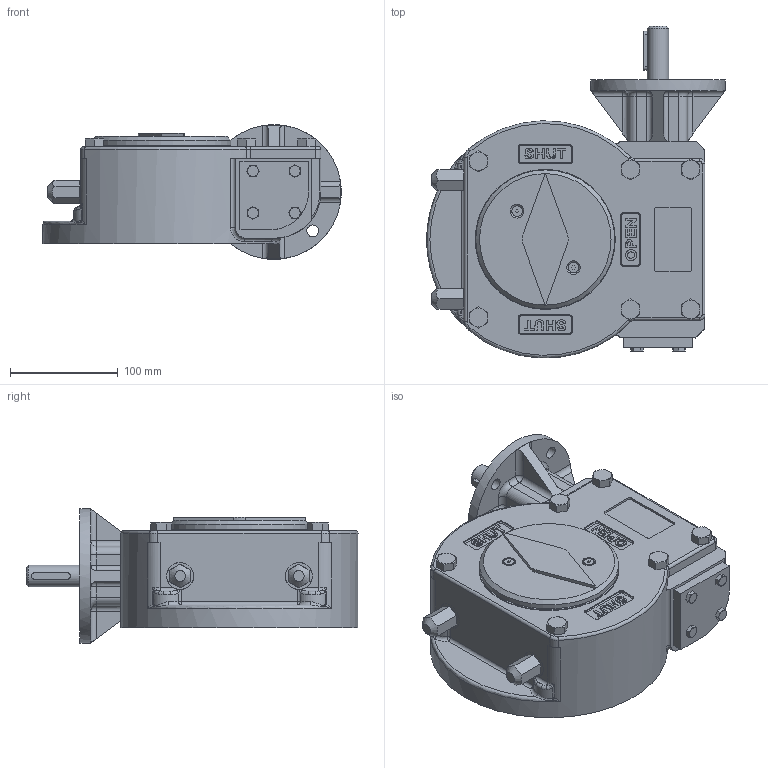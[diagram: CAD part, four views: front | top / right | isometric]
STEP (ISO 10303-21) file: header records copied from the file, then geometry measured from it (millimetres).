
FILE_DESCRIPTION( ( 'Unknown' ), '1' );
FILE_NAME( 'E 1250G L.stp', 'Unknown', ( 'Unknown' ), ( 'Unknown' ), 'XStep 1.0', 'Unknown', ' ' );
FILE_SCHEMA( ( 'automotive_design' ) );
Length unit declared in the file: millimetre
Products named in the file (1): 10DZ10M050M01
Bounding box: 277 x 307.93 x 125 mm (x, y, z)
Volume: 3035576.4 mm3; surface area: 437770.4 mm2
Topology: 1 solids, 34 shells, 1347 faces, 3470 edges, 2217 vertices
Faces by surface type: plane 526, cylinder 378, cone 188, torus 188, bspline 41, sphere 14, extrusion 12
Full cylindrical faces by diameter (mm): 3 x1, 4.134 x2, 5 x2, 6 x10, 7 x8, 8.376 x12, 9.78 x2, 10 x10, 10.106 x8, 10.2 x2, 11 x4, 12 x10, 17.294 x8, 20 x1, 24 x1, 25 x2, 26 x2, 30 x1, 70 x1, 82.1 x2, 85 x5, 95 x1, 100 x1, 107 x1, 112.6 x1, 125 x1, 129 x1, 130 x1, 220 x1
Entity records: 56917 total; most frequent: CARTESIAN_POINT 15516, ORIENTED_EDGE 6414, DIRECTION 6087, EDGE_CURVE 3207, AXIS2_PLACEMENT_3D 2487, VERTEX_POINT 2139, EDGE_LOOP 1591, FACE_OUTER_BOUND 1458
